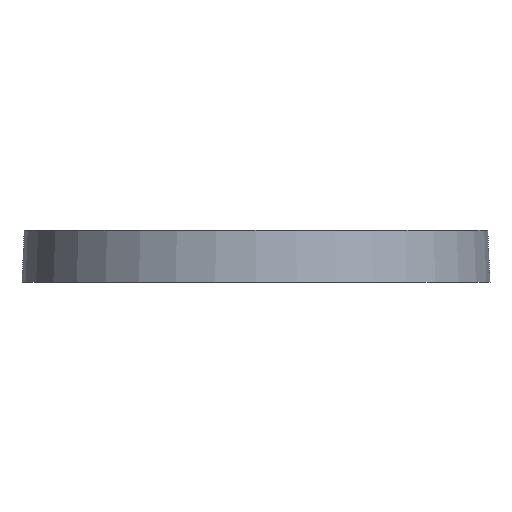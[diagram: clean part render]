
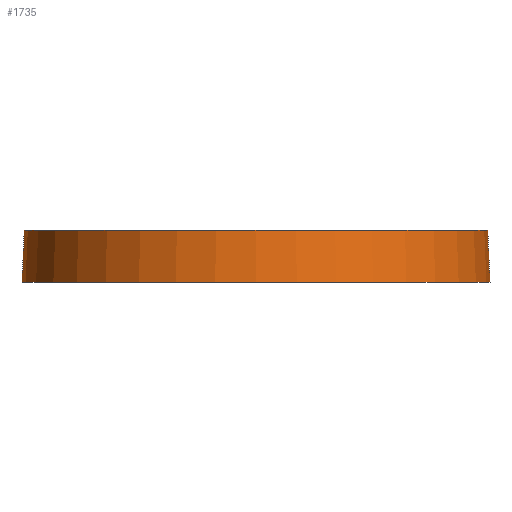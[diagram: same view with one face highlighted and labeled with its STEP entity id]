
A CAD part, front view. The second image highlights one B-rep face of the part: STEP entity #1735.
In plain terms, the highlighted conical face has half-angle 2.5 degrees and reference radius 28.575 mm.
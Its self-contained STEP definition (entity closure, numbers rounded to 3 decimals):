
#55 = CARTESIAN_POINT ( 'NONE',  ( 0., 0., 3.175 ) ) ;
#92 = ORIENTED_EDGE ( 'NONE', *, *, #389, .T. ) ;
#144 = CARTESIAN_POINT ( 'NONE',  ( -28.575, 0., -3.175 ) ) ;
#211 = EDGE_CURVE ( 'NONE', #1633, #2812, #947, .T. ) ;
#244 = LINE ( 'NONE', #891, #2115 ) ;
#309 = CIRCLE ( 'NONE', #1175, 28.575 ) ;
#389 = EDGE_CURVE ( 'NONE', #1215, #1034, #309, .T. ) ;
#452 = CONICAL_SURFACE ( 'NONE', #484, 28.575, 0.044 ) ;
#484 = AXIS2_PLACEMENT_3D ( 'NONE', #2364, #2401, #1717 ) ;
#588 = EDGE_CURVE ( 'NONE', #2812, #1215, #244, .T. ) ;
#657 = CARTESIAN_POINT ( 'NONE',  ( 28.575, 0., -3.175 ) ) ;
#661 = DIRECTION ( 'NONE',  ( -1., 0., 0. ) ) ;
#847 = EDGE_LOOP ( 'NONE', ( #1645, #2142, #2427, #92 ) ) ;
#891 = CARTESIAN_POINT ( 'NONE',  ( -28.575, 0., -3.175 ) ) ;
#947 = CIRCLE ( 'NONE', #1156, 28.298 ) ;
#987 = VECTOR ( 'NONE', #2548, 1000. ) ;
#1034 = VERTEX_POINT ( 'NONE', #1368 ) ;
#1156 = AXIS2_PLACEMENT_3D ( 'NONE', #55, #2318, #661 ) ;
#1175 = AXIS2_PLACEMENT_3D ( 'NONE', #2453, #1800, #2544 ) ;
#1215 = VERTEX_POINT ( 'NONE', #144 ) ;
#1368 = CARTESIAN_POINT ( 'NONE',  ( 28.575, 0., -3.175 ) ) ;
#1633 = VERTEX_POINT ( 'NONE', #2008 ) ;
#1645 = ORIENTED_EDGE ( 'NONE', *, *, #2229, .F. ) ;
#1717 = DIRECTION ( 'NONE',  ( -1., 0., 0. ) ) ;
#1735 = ADVANCED_FACE ( 'NONE', ( #2539 ), #452, .T. ) ;
#1800 = DIRECTION ( 'NONE',  ( 0., 0., 1. ) ) ;
#2008 = CARTESIAN_POINT ( 'NONE',  ( 28.298, 0., 3.175 ) ) ;
#2080 = DIRECTION ( 'NONE',  ( -0.044, 0., -0.999 ) ) ;
#2115 = VECTOR ( 'NONE', #2080, 1000. ) ;
#2142 = ORIENTED_EDGE ( 'NONE', *, *, #211, .T. ) ;
#2229 = EDGE_CURVE ( 'NONE', #1633, #1034, #2406, .T. ) ;
#2318 = DIRECTION ( 'NONE',  ( 0., 0., -1. ) ) ;
#2364 = CARTESIAN_POINT ( 'NONE',  ( 0., 0., -3.175 ) ) ;
#2401 = DIRECTION ( 'NONE',  ( 0., 0., -1. ) ) ;
#2406 = LINE ( 'NONE', #657, #987 ) ;
#2427 = ORIENTED_EDGE ( 'NONE', *, *, #588, .T. ) ;
#2453 = CARTESIAN_POINT ( 'NONE',  ( 0., 0., -3.175 ) ) ;
#2539 = FACE_OUTER_BOUND ( 'NONE', #847, .T. ) ;
#2544 = DIRECTION ( 'NONE',  ( -1., 0., 0. ) ) ;
#2548 = DIRECTION ( 'NONE',  ( 0.044, 0., -0.999 ) ) ;
#2671 = CARTESIAN_POINT ( 'NONE',  ( -28.298, 0., 3.175 ) ) ;
#2812 = VERTEX_POINT ( 'NONE', #2671 ) ;
